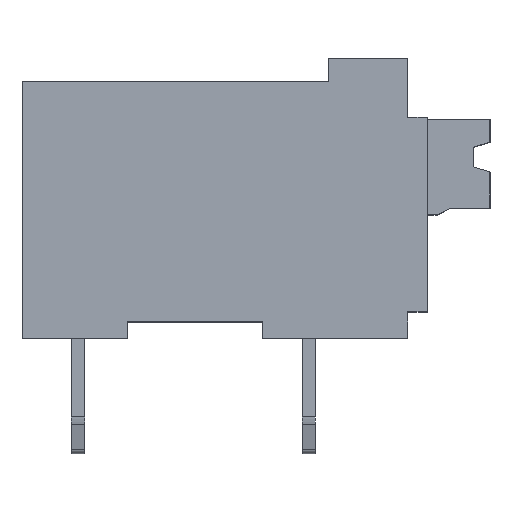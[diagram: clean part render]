
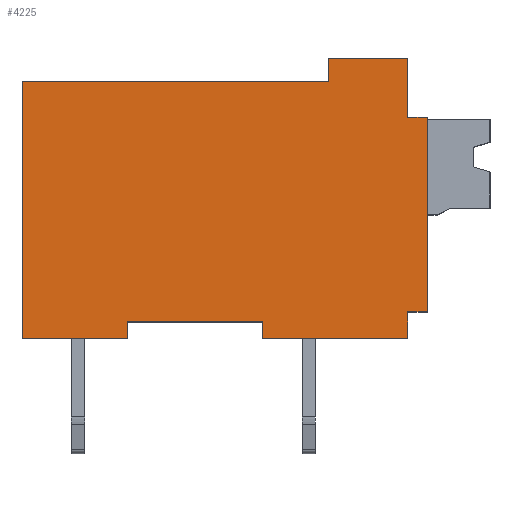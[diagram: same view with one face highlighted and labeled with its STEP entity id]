
A CAD part, top view. The second image highlights one B-rep face of the part: STEP entity #4225.
In plain terms, the highlighted planar face has unit normal (0, 0, 1).
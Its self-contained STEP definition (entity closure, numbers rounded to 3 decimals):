
#15 = FACE_OUTER_BOUND ( 'NONE', #2280, .T. ) ;
#116 = VECTOR ( 'NONE', #127, 1000. ) ;
#127 = DIRECTION ( 'NONE',  ( -1., 0., 0. ) ) ;
#128 = LINE ( 'NONE', #7399, #6952 ) ;
#156 = VERTEX_POINT ( 'NONE', #1579 ) ;
#202 = VECTOR ( 'NONE', #4008, 1000. ) ;
#228 = CARTESIAN_POINT ( 'NONE',  ( 11.6, 4.35, 2.9 ) ) ;
#281 = CARTESIAN_POINT ( 'NONE',  ( 9.2, 4.35, 2.9 ) ) ;
#372 = AXIS2_PLACEMENT_3D ( 'NONE', #7964, #747, #8051 ) ;
#462 = VECTOR ( 'NONE', #1235, 1000. ) ;
#476 = CARTESIAN_POINT ( 'NONE',  ( 11.6, 2.55, 2.9 ) ) ;
#529 = LINE ( 'NONE', #6358, #6416 ) ;
#540 = ORIENTED_EDGE ( 'NONE', *, *, #7673, .F. ) ;
#550 = CARTESIAN_POINT ( 'NONE',  ( 11.6, -3.35, 2.9 ) ) ;
#666 = LINE ( 'NONE', #2533, #462 ) ;
#684 = ORIENTED_EDGE ( 'NONE', *, *, #3919, .F. ) ;
#747 = DIRECTION ( 'NONE',  ( 0., 0., 1. ) ) ;
#872 = LINE ( 'NONE', #1563, #4910 ) ;
#878 = EDGE_CURVE ( 'NONE', #7057, #896, #1815, .T. ) ;
#896 = VERTEX_POINT ( 'NONE', #2514 ) ;
#922 = ORIENTED_EDGE ( 'NONE', *, *, #976, .F. ) ;
#976 = EDGE_CURVE ( 'NONE', #3511, #4924, #5374, .T. ) ;
#988 = CARTESIAN_POINT ( 'NONE',  ( 7.2, -4.15, 2.9 ) ) ;
#1029 = LINE ( 'NONE', #988, #1834 ) ;
#1173 = VECTOR ( 'NONE', #4392, 1000. ) ;
#1174 = CARTESIAN_POINT ( 'NONE',  ( 9.2, 3.65, 2.9 ) ) ;
#1235 = DIRECTION ( 'NONE',  ( -1., 0., 0. ) ) ;
#1247 = VERTEX_POINT ( 'NONE', #3289 ) ;
#1528 = PLANE ( 'NONE',  #372 ) ;
#1551 = ORIENTED_EDGE ( 'NONE', *, *, #5474, .F. ) ;
#1563 = CARTESIAN_POINT ( 'NONE',  ( 11.6, -3.35, 2.9 ) ) ;
#1579 = CARTESIAN_POINT ( 'NONE',  ( 3.1, -3.65, 2.9 ) ) ;
#1655 = CARTESIAN_POINT ( 'NONE',  ( 3.1, -3.65, 2.9 ) ) ;
#1778 = VECTOR ( 'NONE', #3181, 1000. ) ;
#1815 = LINE ( 'NONE', #476, #1778 ) ;
#1834 = VECTOR ( 'NONE', #4974, 1000. ) ;
#1986 = ORIENTED_EDGE ( 'NONE', *, *, #7134, .F. ) ;
#2003 = LINE ( 'NONE', #3399, #202 ) ;
#2119 = ORIENTED_EDGE ( 'NONE', *, *, #7791, .F. ) ;
#2210 = VECTOR ( 'NONE', #7155, 1000. ) ;
#2226 = EDGE_CURVE ( 'NONE', #3869, #1247, #4552, .T. ) ;
#2270 = ORIENTED_EDGE ( 'NONE', *, *, #7587, .F. ) ;
#2280 = EDGE_LOOP ( 'NONE', ( #8076, #1986, #2498, #2119, #2606, #7949, #1551, #684, #8004, #2508, #540, #922, #2270, #7056 ) ) ;
#2378 = CARTESIAN_POINT ( 'NONE',  ( 7.2, -3.65, 2.9 ) ) ;
#2498 = ORIENTED_EDGE ( 'NONE', *, *, #6119, .F. ) ;
#2508 = ORIENTED_EDGE ( 'NONE', *, *, #5290, .F. ) ;
#2514 = CARTESIAN_POINT ( 'NONE',  ( 12.2, 2.55, 2.9 ) ) ;
#2533 = CARTESIAN_POINT ( 'NONE',  ( 11.6, -4.15, 2.9 ) ) ;
#2585 = CARTESIAN_POINT ( 'NONE',  ( 11.6, 4.35, 2.9 ) ) ;
#2606 = ORIENTED_EDGE ( 'NONE', *, *, #6176, .F. ) ;
#2872 = VERTEX_POINT ( 'NONE', #2964 ) ;
#2964 = CARTESIAN_POINT ( 'NONE',  ( 9.2, 4.35, 2.9 ) ) ;
#2969 = VECTOR ( 'NONE', #7540, 1000. ) ;
#3181 = DIRECTION ( 'NONE',  ( 1., 0., 0. ) ) ;
#3265 = CARTESIAN_POINT ( 'NONE',  ( -0.1, 3.65, 2.9 ) ) ;
#3289 = CARTESIAN_POINT ( 'NONE',  ( -0.1, -4.15, 2.9 ) ) ;
#3399 = CARTESIAN_POINT ( 'NONE',  ( 12.2, 2.55, 2.9 ) ) ;
#3419 = VERTEX_POINT ( 'NONE', #5630 ) ;
#3511 = VERTEX_POINT ( 'NONE', #7894 ) ;
#3659 = LINE ( 'NONE', #1655, #2969 ) ;
#3869 = VERTEX_POINT ( 'NONE', #5225 ) ;
#3919 = EDGE_CURVE ( 'NONE', #6512, #156, #7343, .T. ) ;
#3947 = CARTESIAN_POINT ( 'NONE',  ( 9.2, 3.65, 2.9 ) ) ;
#4008 = DIRECTION ( 'NONE',  ( 0., -1., 0. ) ) ;
#4183 = DIRECTION ( 'NONE',  ( -1., 0., 0. ) ) ;
#4225 = ADVANCED_FACE ( 'NONE', ( #15 ), #1528, .T. ) ;
#4284 = CARTESIAN_POINT ( 'NONE',  ( 11.6, 2.55, 2.9 ) ) ;
#4392 = DIRECTION ( 'NONE',  ( 0., 1., 0. ) ) ;
#4476 = DIRECTION ( 'NONE',  ( 0., 1., 0. ) ) ;
#4537 = VERTEX_POINT ( 'NONE', #3947 ) ;
#4552 = LINE ( 'NONE', #8425, #2210 ) ;
#4910 = VECTOR ( 'NONE', #5677, 1000. ) ;
#4924 = VERTEX_POINT ( 'NONE', #550 ) ;
#4974 = DIRECTION ( 'NONE',  ( 0., 1., 0. ) ) ;
#5222 = LINE ( 'NONE', #2585, #5349 ) ;
#5225 = CARTESIAN_POINT ( 'NONE',  ( 3.1, -4.15, 2.9 ) ) ;
#5290 = EDGE_CURVE ( 'NONE', #7718, #3419, #666, .T. ) ;
#5349 = VECTOR ( 'NONE', #5868, 1000. ) ;
#5358 = VERTEX_POINT ( 'NONE', #228 ) ;
#5374 = LINE ( 'NONE', #6053, #116 ) ;
#5461 = VECTOR ( 'NONE', #8202, 1000. ) ;
#5474 = EDGE_CURVE ( 'NONE', #156, #3869, #3659, .T. ) ;
#5484 = CARTESIAN_POINT ( 'NONE',  ( 7.2, -3.65, 2.9 ) ) ;
#5630 = CARTESIAN_POINT ( 'NONE',  ( 7.2, -4.15, 2.9 ) ) ;
#5677 = DIRECTION ( 'NONE',  ( 0., -1., 0. ) ) ;
#5868 = DIRECTION ( 'NONE',  ( 0., -1., 0. ) ) ;
#6053 = CARTESIAN_POINT ( 'NONE',  ( 12.2, -3.35, 2.9 ) ) ;
#6119 = EDGE_CURVE ( 'NONE', #4537, #2872, #8350, .T. ) ;
#6176 = EDGE_CURVE ( 'NONE', #1247, #6213, #529, .T. ) ;
#6210 = LINE ( 'NONE', #281, #5461 ) ;
#6213 = VERTEX_POINT ( 'NONE', #3265 ) ;
#6358 = CARTESIAN_POINT ( 'NONE',  ( -0.1, -4.15, 2.9 ) ) ;
#6416 = VECTOR ( 'NONE', #4476, 1000. ) ;
#6445 = VECTOR ( 'NONE', #4183, 1000. ) ;
#6512 = VERTEX_POINT ( 'NONE', #2378 ) ;
#6731 = EDGE_CURVE ( 'NONE', #3419, #6512, #1029, .T. ) ;
#6952 = VECTOR ( 'NONE', #7901, 1000. ) ;
#7056 = ORIENTED_EDGE ( 'NONE', *, *, #878, .F. ) ;
#7057 = VERTEX_POINT ( 'NONE', #4284 ) ;
#7134 = EDGE_CURVE ( 'NONE', #2872, #5358, #6210, .T. ) ;
#7155 = DIRECTION ( 'NONE',  ( -1., 0., 0. ) ) ;
#7343 = LINE ( 'NONE', #5484, #6445 ) ;
#7399 = CARTESIAN_POINT ( 'NONE',  ( -0.1, 3.65, 2.9 ) ) ;
#7540 = DIRECTION ( 'NONE',  ( 0., -1., 0. ) ) ;
#7587 = EDGE_CURVE ( 'NONE', #896, #3511, #2003, .T. ) ;
#7673 = EDGE_CURVE ( 'NONE', #4924, #7718, #872, .T. ) ;
#7718 = VERTEX_POINT ( 'NONE', #8418 ) ;
#7791 = EDGE_CURVE ( 'NONE', #6213, #4537, #128, .T. ) ;
#7843 = EDGE_CURVE ( 'NONE', #5358, #7057, #5222, .T. ) ;
#7894 = CARTESIAN_POINT ( 'NONE',  ( 12.2, -3.35, 2.9 ) ) ;
#7901 = DIRECTION ( 'NONE',  ( 1., 0., 0. ) ) ;
#7949 = ORIENTED_EDGE ( 'NONE', *, *, #2226, .F. ) ;
#7964 = CARTESIAN_POINT ( 'NONE',  ( 6.05, 0., 2.9 ) ) ;
#8004 = ORIENTED_EDGE ( 'NONE', *, *, #6731, .F. ) ;
#8051 = DIRECTION ( 'NONE',  ( 0., -1., 0. ) ) ;
#8076 = ORIENTED_EDGE ( 'NONE', *, *, #7843, .F. ) ;
#8202 = DIRECTION ( 'NONE',  ( 1., 0., 0. ) ) ;
#8350 = LINE ( 'NONE', #1174, #1173 ) ;
#8418 = CARTESIAN_POINT ( 'NONE',  ( 11.6, -4.15, 2.9 ) ) ;
#8425 = CARTESIAN_POINT ( 'NONE',  ( 3.1, -4.15, 2.9 ) ) ;
